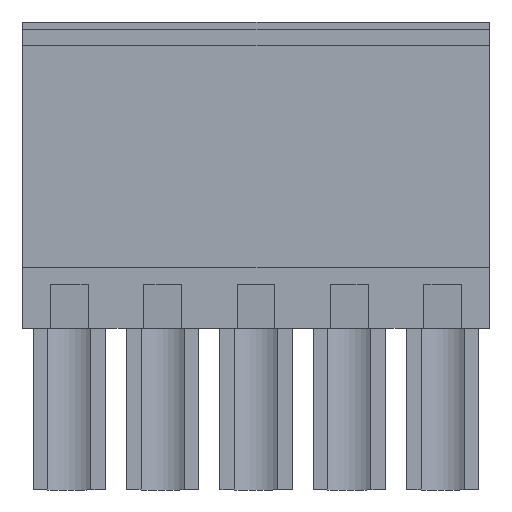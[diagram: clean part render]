
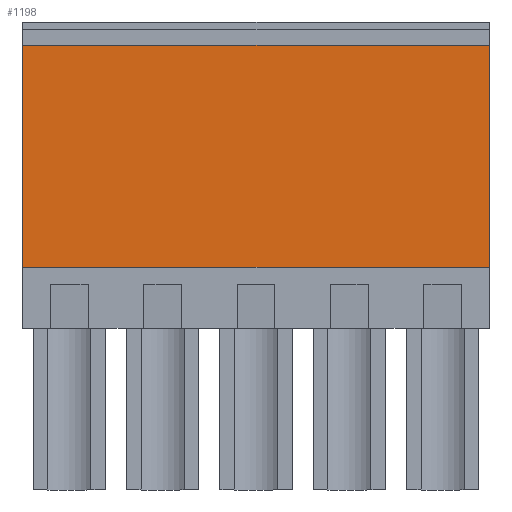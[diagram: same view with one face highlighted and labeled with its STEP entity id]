
A CAD part, front view. The second image highlights one B-rep face of the part: STEP entity #1198.
In plain terms, the highlighted planar face has unit normal (0, -1, 0).
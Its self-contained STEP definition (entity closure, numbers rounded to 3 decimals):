
#1185=AXIS2_PLACEMENT_3D('Plane Axis2P3D',#1182,#1183,#1184) ;
#304=CARTESIAN_POINT('Vertex',(0.,0.75,9.1)) ;
#307=CARTESIAN_POINT('Line Origine',(0.,0.75,13.625)) ;
#311=CARTESIAN_POINT('Vertex',(0.,0.75,18.15)) ;
#886=CARTESIAN_POINT('Vertex',(19.05,0.75,18.15)) ;
#889=CARTESIAN_POINT('Line Origine',(19.05,0.75,13.625)) ;
#893=CARTESIAN_POINT('Vertex',(19.05,0.75,9.1)) ;
#1170=CARTESIAN_POINT('Line Origine',(9.525,0.75,9.1)) ;
#1182=CARTESIAN_POINT('Axis2P3D Location',(19.05,0.75,18.15)) ;
#1187=CARTESIAN_POINT('Line Origine',(9.525,0.75,18.15)) ;
#308=DIRECTION('Vector Direction',(0.,0.,-1.)) ;
#890=DIRECTION('Vector Direction',(0.,0.,-1.)) ;
#1171=DIRECTION('Vector Direction',(-1.,0.,0.)) ;
#1183=DIRECTION('Axis2P3D Direction',(0.,1.,0.)) ;
#1184=DIRECTION('Axis2P3D XDirection',(0.,0.,-1.)) ;
#1188=DIRECTION('Vector Direction',(-1.,0.,0.)) ;
#309=VECTOR('Line Direction',#308,1.) ;
#891=VECTOR('Line Direction',#890,1.) ;
#1172=VECTOR('Line Direction',#1171,1.) ;
#1189=VECTOR('Line Direction',#1188,1.) ;
#1193=ORIENTED_EDGE('',*,*,#313,.T.) ;
#1194=ORIENTED_EDGE('',*,*,#1174,.F.) ;
#1195=ORIENTED_EDGE('',*,*,#895,.F.) ;
#1196=ORIENTED_EDGE('',*,*,#1191,.T.) ;
#1198=ADVANCED_FACE('HOUSING',(#1197),#1186,.F.) ;
#313=EDGE_CURVE('',#312,#305,#310,.T.) ;
#895=EDGE_CURVE('',#887,#894,#892,.T.) ;
#1174=EDGE_CURVE('',#894,#305,#1173,.T.) ;
#1191=EDGE_CURVE('',#887,#312,#1190,.T.) ;
#1192=EDGE_LOOP('',(#1193,#1194,#1195,#1196)) ;
#1197=FACE_OUTER_BOUND('',#1192,.T.) ;
#310=LINE('Line',#307,#309) ;
#892=LINE('Line',#889,#891) ;
#1173=LINE('Line',#1170,#1172) ;
#1190=LINE('Line',#1187,#1189) ;
#1186=PLANE('',#1185) ;
#305=VERTEX_POINT('',#304) ;
#312=VERTEX_POINT('',#311) ;
#887=VERTEX_POINT('',#886) ;
#894=VERTEX_POINT('',#893) ;
